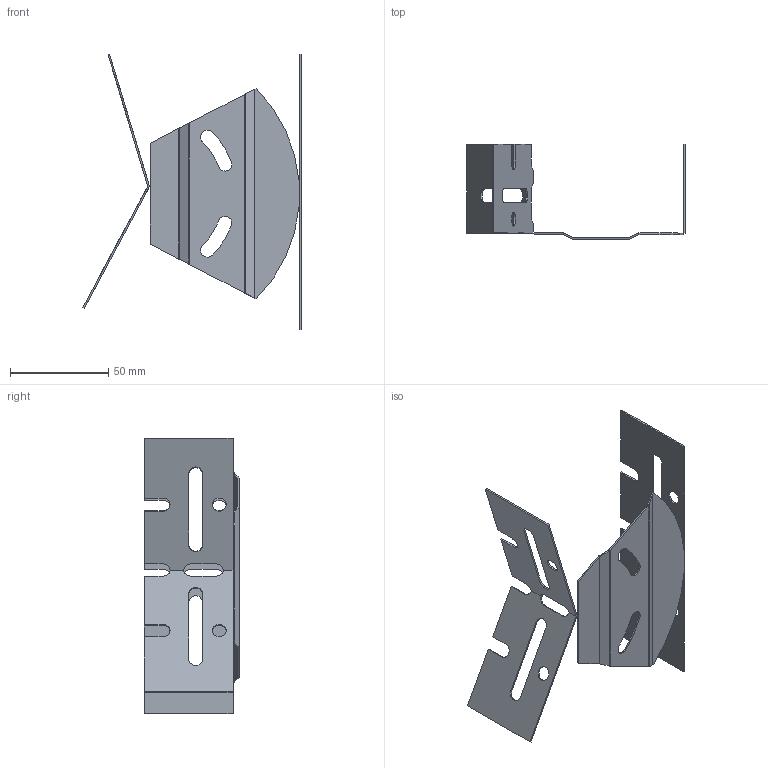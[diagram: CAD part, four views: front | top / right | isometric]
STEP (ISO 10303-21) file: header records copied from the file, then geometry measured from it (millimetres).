
FILE_DESCRIPTION (( 'STEP AP203' ), '1' );
FILE_NAME ('Óãîë ãîðèçîíòàëüíûé èçìåíÿåìûé_36008.STEP', '2013-04-18T09:53:14', ( 'Àñååâ' ), ( '' ), 'SwSTEP 2.0', 'SolidWorks 2012', '' );
FILE_SCHEMA (( 'CONFIG_CONTROL_DESIGN' ));
Length unit declared in the file: millimetre
Products named in the file (4): Óãîë ãîðèçîíòàëüíûé èçìåíÿåìûé_36008; �������� GTE �80,100_����⨭� GTE100 H50; �������� GTE �80,100_����⨭� GTE100 H50 㣮�; ﾎ魵瑙韃_若ｭｮ｢ｭｨ･ 80
Assembly tree (3 placements, depth 2):
  Óãîë ãîðèçîíòàëüíûé èçìåíÿåìûé_36008
    ﾎ魵瑙韃_若ｭｮ｢ｭｨ･ 80
    �������� GTE �80,100_����⨭� GTE100 H50
    �������� GTE �80,100_����⨭� GTE100 H50 㣮�
Bounding box: 110.93 x 48.3 x 140.03 mm (x, y, z)
Volume: 12913.5 mm3; surface area: 33770 mm2
Topology: 3 solids, 3 shells, 106 faces, 290 edges, 188 vertices
Faces by surface type: plane 62, cylinder 44
Full cylindrical faces by diameter (mm): 7 x4
Entity records: 3780 total; most frequent: CARTESIAN_POINT 634, ORIENTED_EDGE 572, DIRECTION 566, EDGE_CURVE 286, VECTOR 198, LINE 198, VERTEX_POINT 188, AXIS2_PLACEMENT_3D 184
